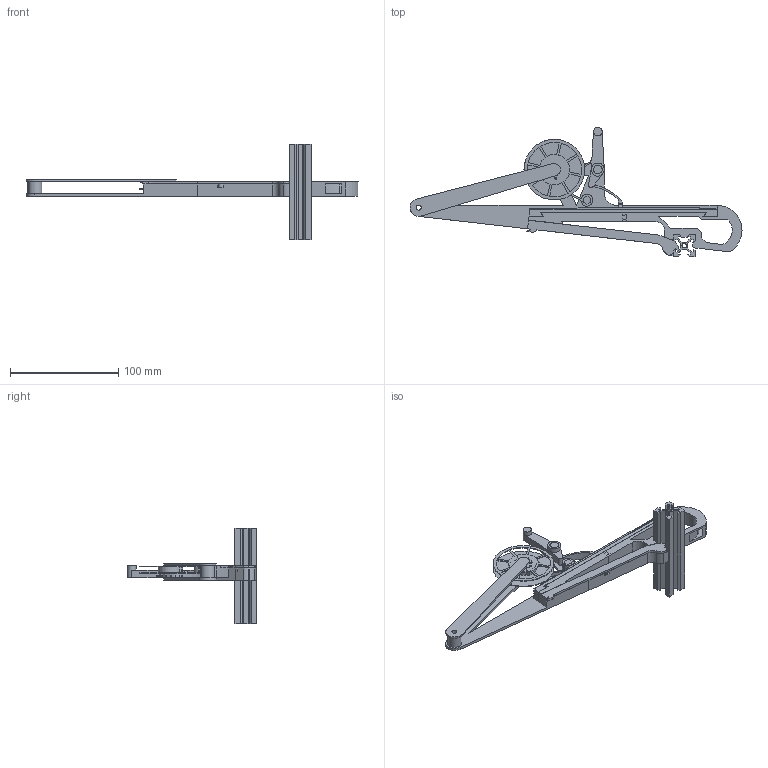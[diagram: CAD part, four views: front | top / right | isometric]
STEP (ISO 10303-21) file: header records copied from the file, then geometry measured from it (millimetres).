
FILE_DESCRIPTION(/* description */ (''),/* implementation_level */ '2;1');
FILE_NAME(/* name */ 'LumenPPF.step',/* time_stamp */ '2022-02-24T17:31:18+01:00',/* author */ (''),/* organization */ (''),/* preprocessor_version */ 'ST-DEVELOPER v18.1',/* originating_system */ 'Autodesk Translation Framework v10.13.0.1454',/* authorisation */ '');
FILE_SCHEMA (('AUTOMOTIVE_DESIGN { 1 0 10303 214 3 1 1 }'));
Length unit declared in the file: millimetre
Products named in the file (12): PushPullFeeder; 2020; Base; SpoolBase; FrictionWheel; TapeInsert; Tape; Lever; BlockingSpring; Cover; ReelCounterpart; LockHandle
Assembly tree (11 placements, depth 2):
  PushPullFeeder
    2020
    Base
    SpoolBase
    FrictionWheel
    TapeInsert
    Tape
    Lever
    BlockingSpring
    Cover
    ReelCounterpart
    LockHandle
Bounding box: 306.14 x 119.2 x 88 mm (x, y, z)
Volume: 90749.5 mm3; surface area: 83219.9 mm2
Topology: 10 solids, 12 shells, 982 faces, 2911 edges, 1948 vertices
Faces by surface type: plane 688, cylinder 244, cone 39, sphere 7, bspline 4
Full cylindrical faces by diameter (mm): 1.5 x44, 2 x1, 4.2 x1, 4.4 x1, 4.6 x1, 4.9 x1, 4.967 x1, 5 x1, 5.9 x1, 6 x1, 7.95 x3, 7.96 x1, 8 x2, 8.1 x2, 8.36 x1, 11.95 x1, 12 x1, 12.7 x1, 56 x2
Entity records: 36895 total; most frequent: CARTESIAN_POINT 9770, ORIENTED_EDGE 5724, DIRECTION 5363, EDGE_CURVE 2893, LINE 2155, VECTOR 2155, VERTEX_POINT 1948, AXIS2_PLACEMENT_3D 1604
